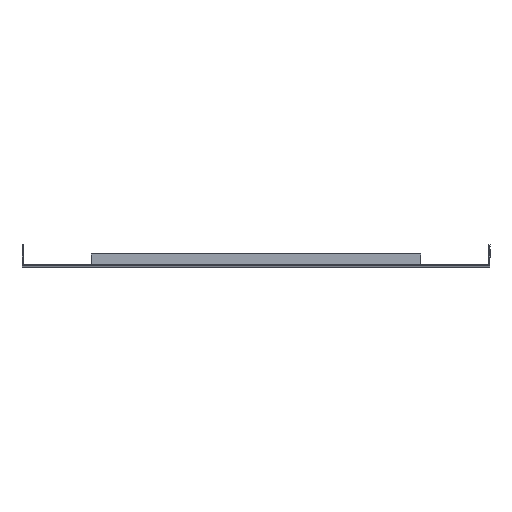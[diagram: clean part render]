
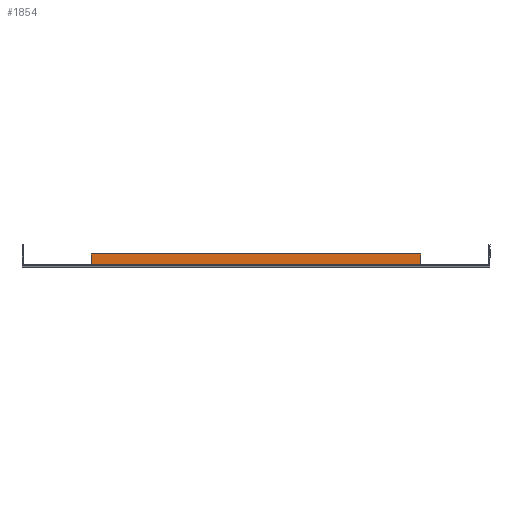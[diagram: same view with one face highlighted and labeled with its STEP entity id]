
A CAD part, top view. The second image highlights one B-rep face of the part: STEP entity #1854.
In plain terms, the highlighted planar face has unit normal (0, 0, 1).
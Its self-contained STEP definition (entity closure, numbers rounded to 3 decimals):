
#127 = DIRECTION ( 'NONE',  ( -1., 0., 0. ) ) ;
#270 = CARTESIAN_POINT ( 'NONE',  ( 245., 15., 944. ) ) ;
#294 = DIRECTION ( 'NONE',  ( 1., 0., 0. ) ) ;
#321 = AXIS2_PLACEMENT_3D ( 'NONE', #927, #1955, #1728 ) ;
#325 = ORIENTED_EDGE ( 'NONE', *, *, #1224, .T. ) ;
#476 = EDGE_CURVE ( 'NONE', #2150, #725, #1719, .T. ) ;
#482 = CARTESIAN_POINT ( 'NONE',  ( -245., 15., 944. ) ) ;
#492 = LINE ( 'NONE', #1288, #2295 ) ;
#725 = VERTEX_POINT ( 'NONE', #270 ) ;
#810 = CARTESIAN_POINT ( 'NONE',  ( -245., -1.5, 944. ) ) ;
#927 = CARTESIAN_POINT ( 'NONE',  ( 0., 0., 944. ) ) ;
#928 = DIRECTION ( 'NONE',  ( 0., 1., 0. ) ) ;
#1012 = DIRECTION ( 'NONE',  ( 0., -1., 0. ) ) ;
#1047 = LINE ( 'NONE', #1244, #1242 ) ;
#1108 = EDGE_CURVE ( 'NONE', #1332, #2150, #492, .T. ) ;
#1186 = ORIENTED_EDGE ( 'NONE', *, *, #1677, .T. ) ;
#1224 = EDGE_CURVE ( 'NONE', #725, #2163, #1723, .T. ) ;
#1233 = ORIENTED_EDGE ( 'NONE', *, *, #476, .T. ) ;
#1242 = VECTOR ( 'NONE', #1012, 1000. ) ;
#1244 = CARTESIAN_POINT ( 'NONE',  ( -245., 0., 944. ) ) ;
#1264 = CARTESIAN_POINT ( 'NONE',  ( 245., -1.5, 944. ) ) ;
#1288 = CARTESIAN_POINT ( 'NONE',  ( 0., -1.5, 944. ) ) ;
#1332 = VERTEX_POINT ( 'NONE', #810 ) ;
#1413 = VECTOR ( 'NONE', #928, 1000. ) ;
#1506 = EDGE_LOOP ( 'NONE', ( #1186, #2217, #1233, #325 ) ) ;
#1569 = FACE_OUTER_BOUND ( 'NONE', #1506, .T. ) ;
#1677 = EDGE_CURVE ( 'NONE', #2163, #1332, #1047, .T. ) ;
#1719 = LINE ( 'NONE', #2518, #1413 ) ;
#1723 = LINE ( 'NONE', #1923, #2008 ) ;
#1728 = DIRECTION ( 'NONE',  ( 0., -1., 0. ) ) ;
#1854 = ADVANCED_FACE ( 'NONE', ( #1569 ), #2374, .T. ) ;
#1923 = CARTESIAN_POINT ( 'NONE',  ( 245., 15., 944. ) ) ;
#1955 = DIRECTION ( 'NONE',  ( 0., 0., 1. ) ) ;
#2008 = VECTOR ( 'NONE', #127, 1000. ) ;
#2150 = VERTEX_POINT ( 'NONE', #1264 ) ;
#2163 = VERTEX_POINT ( 'NONE', #482 ) ;
#2217 = ORIENTED_EDGE ( 'NONE', *, *, #1108, .T. ) ;
#2295 = VECTOR ( 'NONE', #294, 1000. ) ;
#2374 = PLANE ( 'NONE',  #321 ) ;
#2518 = CARTESIAN_POINT ( 'NONE',  ( 245., 0., 944. ) ) ;
